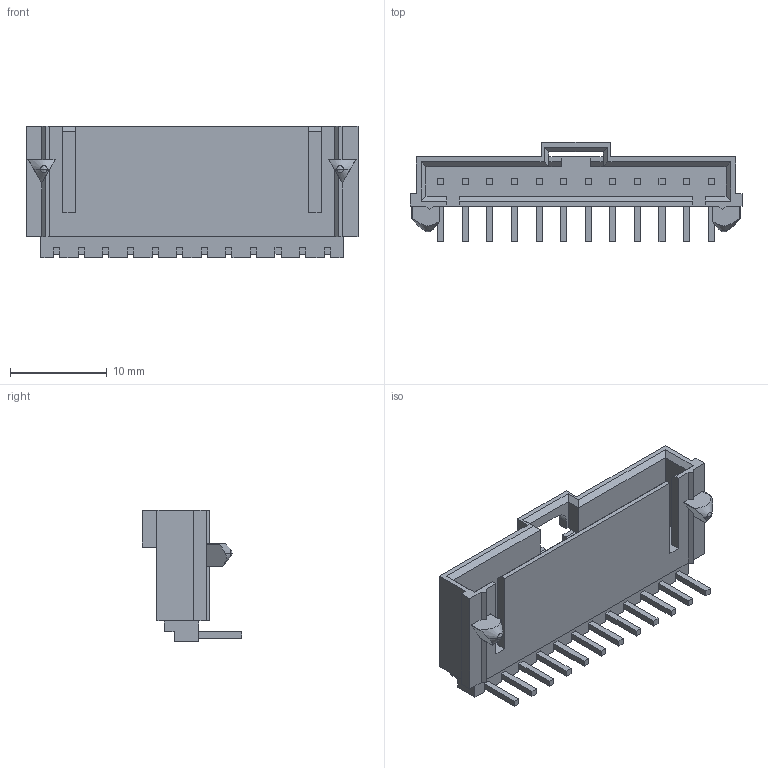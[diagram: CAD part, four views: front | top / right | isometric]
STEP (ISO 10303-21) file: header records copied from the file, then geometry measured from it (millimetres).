
FILE_DESCRIPTION((''),'2;1');
FILE_NAME('705550011','2016-12-06T',('ghp'),(''),'PRO/ENGINEER BY PARAMETRIC TECHNOLOGY CORPORATION, 2012310','PRO/ENGINEER BY PARAMETRIC TECHNOLOGY CORPORATION, 2012310','');
FILE_SCHEMA(('CONFIG_CONTROL_DESIGN'));
Length unit declared in the file: inch
Products named in the file (1): 705550011
Bounding box: 34.29 x 10.29 x 13.59 mm (x, y, z)
Volume: 1309.2 mm3; surface area: 2368.3 mm2
Topology: 1 solids, 1 shells, 329 faces, 923 edges, 608 vertices
Faces by surface type: plane 295, cylinder 26, cone 4, bspline 4
Entity records: 10538 total; most frequent: CARTESIAN_POINT 2074, ORIENTED_EDGE 1772, DIRECTION 1633, EDGE_CURVE 886, VECTOR 803, LINE 803, VERTEX_POINT 570, AXIS2_PLACEMENT_3D 415
